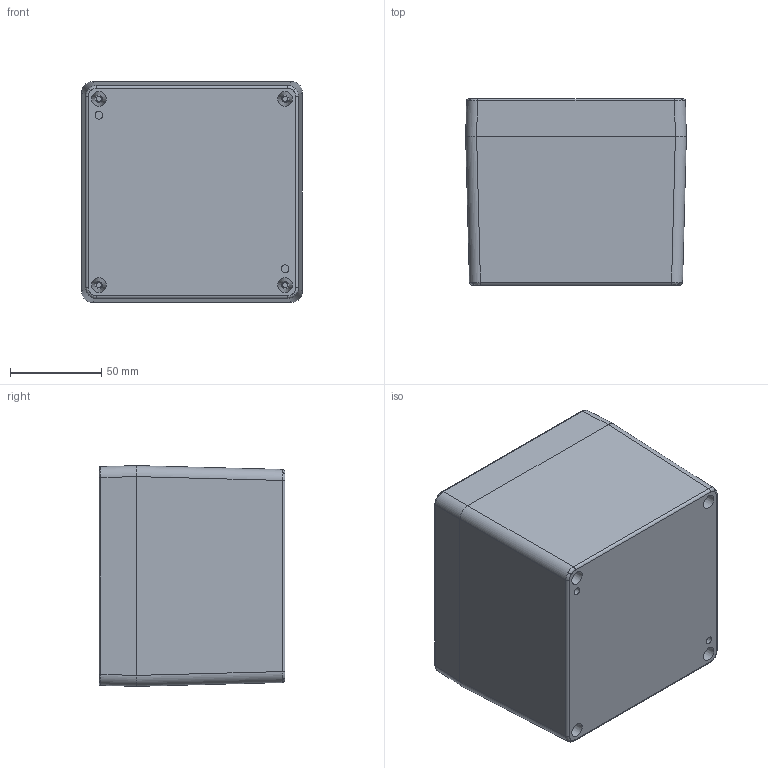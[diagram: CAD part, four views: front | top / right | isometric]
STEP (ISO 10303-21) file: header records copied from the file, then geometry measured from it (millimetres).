
FILE_DESCRIPTION (( 'STEP AP214' ), '1' );
FILE_NAME ('1550Z137.STEP', '2020-11-05T21:02:37', ( '' ), ( '' ), 'SwSTEP 2.0', 'SolidWorks 2019', '' );
FILE_SCHEMA (( 'AUTOMOTIVE_DESIGN' ));
Length unit declared in the file: inch
Products named in the file (1): 1550Z137
Bounding box: 120.8 x 101.7 x 120.8 mm (x, y, z)
Volume: 291059.4 mm3; surface area: 165356.6 mm2
Topology: 7 solids, 7 shells, 1434 faces, 3669 edges, 2304 vertices
Faces by surface type: bspline 536, plane 384, cone 258, cylinder 256
Full cylindrical faces by diameter (mm): 3.3 x4, 3.6 x4, 3.9 x60, 7.6 x4
Entity records: 65623 total; most frequent: CARTESIAN_POINT 36878, ORIENTED_EDGE 6430, DIRECTION 4587, EDGE_CURVE 3215, VERTEX_POINT 2110, EDGE_LOOP 1771, AXIS2_PLACEMENT_3D 1693, FACE_OUTER_BOUND 1510
